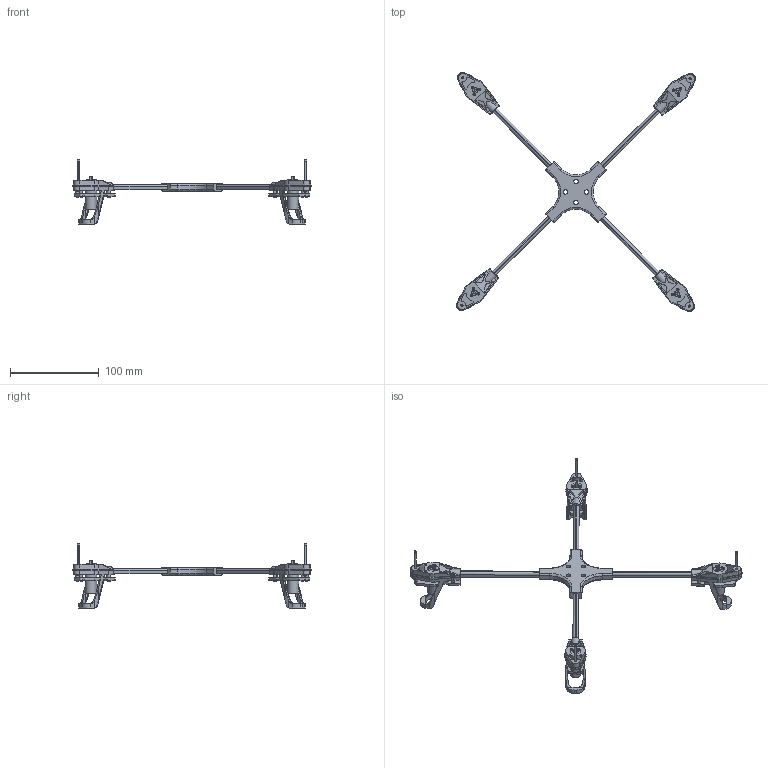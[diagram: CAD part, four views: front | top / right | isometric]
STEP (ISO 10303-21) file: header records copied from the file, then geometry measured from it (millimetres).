
FILE_DESCRIPTION(/* description */ (''),/* implementation_level */ '2;1');
FILE_NAME(/* name */ 'CrossLink.stp',/* time_stamp */ '2020-02-25T19:32:19+01:00',/* author */ (''),/* organization */ (''),/* preprocessor_version */ 'ST-DEVELOPER v16.7',/* originating_system */ 'SIEMENS PLM Software NX 1867',/* authorisation */ '');
FILE_SCHEMA (('AUTOMOTIVE_DESIGN { 1 0 10303 214 3 1 1 1 }'));
Length unit declared in the file: millimetre
Products named in the file (9): Motor_mount_02_sldprt; motor_01_sldprt; Pine_sldprt; screw_sldprt; Rod_sldprt; Cross_linkl_sldprt; Rotor_A2_sldasm; Cross_linkA2_sldasm; Drone_Complete_Indoor_02_sldasm
Assembly tree (16 placements, depth 4):
  Drone_Complete_Indoor_02_sldasm
    Cross_linkA2_sldasm
      Rotor_A2_sldasm  x4
        Rod_sldprt
        screw_sldprt
        Pine_sldprt
        motor_01_sldprt
        Motor_mount_02_sldprt
      Cross_linkl_sldprt
Bounding box: 269.66 x 269.65 x 72.5 mm (x, y, z)
Volume: 90292 mm3; surface area: 62495.1 mm2
Topology: 41 solids, 41 shells, 1110 faces, 2816 edges, 1872 vertices
Faces by surface type: plane 746, cylinder 332, revolution 32
Full cylindrical faces by diameter (mm): 1.7 x40, 2 x16, 2.3 x12, 2.5 x4, 3.032 x24, 3.4 x12, 3.5 x4, 5 x4, 6 x4, 12 x8, 12.3 x4
Entity records: 7814 total; most frequent: CARTESIAN_POINT 1457, DIRECTION 1316, ORIENTED_EDGE 1214, EDGE_CURVE 607, AXIS2_PLACEMENT_3D 463, VERTEX_POINT 416, LINE 381, VECTOR 381
